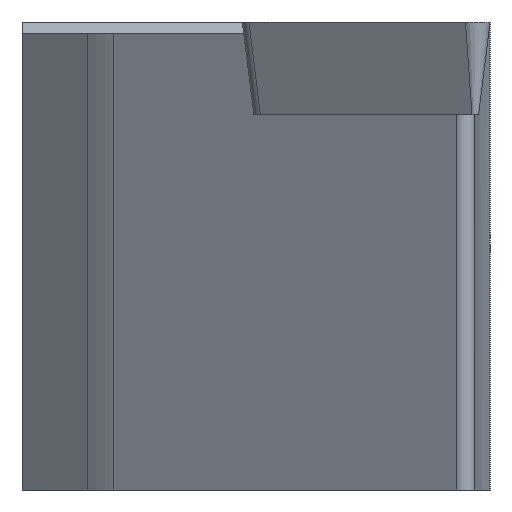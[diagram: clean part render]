
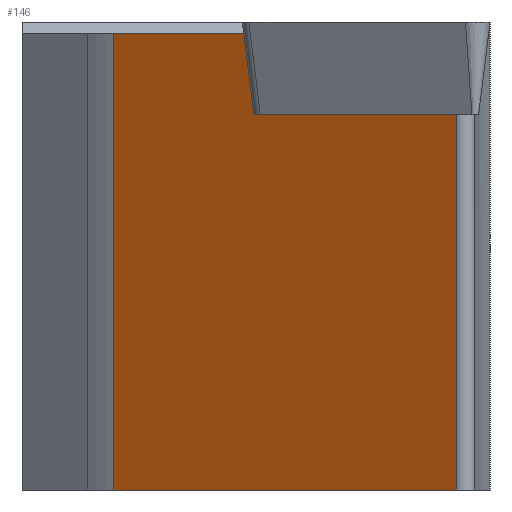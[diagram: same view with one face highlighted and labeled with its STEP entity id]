
A CAD part, left-side view. The second image highlights one B-rep face of the part: STEP entity #146.
In plain terms, the highlighted planar face has unit normal (-0.819, 0.574, 0).
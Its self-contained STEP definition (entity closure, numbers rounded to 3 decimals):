
#146=ADVANCED_FACE('',(#191),#171,.F.);
#171=PLANE('',#588);
#191=FACE_OUTER_BOUND('',#217,.T.);
#217=EDGE_LOOP('',(#282,#283,#284,#285,#286,#287));
#282=ORIENTED_EDGE('',*,*,#437,.T.);
#283=ORIENTED_EDGE('',*,*,#438,.T.);
#284=ORIENTED_EDGE('',*,*,#433,.T.);
#285=ORIENTED_EDGE('',*,*,#436,.T.);
#286=ORIENTED_EDGE('',*,*,#424,.F.);
#287=ORIENTED_EDGE('',*,*,#439,.F.);
#374=VERTEX_POINT('',#775);
#378=VERTEX_POINT('',#783);
#384=VERTEX_POINT('',#801);
#385=VERTEX_POINT('',#803);
#386=VERTEX_POINT('',#811);
#387=VERTEX_POINT('',#812);
#424=EDGE_CURVE('',#378,#374,#486,.T.);
#433=EDGE_CURVE('',#385,#384,#492,.T.);
#436=EDGE_CURVE('',#384,#374,#495,.T.);
#437=EDGE_CURVE('',#386,#387,#496,.T.);
#438=EDGE_CURVE('',#387,#385,#497,.T.);
#439=EDGE_CURVE('',#386,#378,#498,.T.);
#486=LINE('',#784,#536);
#492=LINE('',#802,#542);
#495=LINE('',#808,#545);
#496=LINE('',#810,#546);
#497=LINE('',#813,#547);
#498=LINE('',#814,#548);
#536=VECTOR('',#642,1.);
#542=VECTOR('',#660,1.);
#545=VECTOR('',#667,1.);
#546=VECTOR('',#670,1.);
#547=VECTOR('',#671,1.);
#548=VECTOR('',#672,1.);
#588=AXIS2_PLACEMENT_3D('',#815,#673,#674);
#642=DIRECTION('',(0.574,0.819,0.));
#660=DIRECTION('',(0.574,0.819,0.));
#667=DIRECTION('',(0.,0.,-1.));
#670=DIRECTION('',(0.574,0.819,0.));
#671=DIRECTION('',(0.085,0.121,0.989));
#672=DIRECTION('',(0.,0.,-1.));
#673=DIRECTION('',(0.819,-0.574,0.));
#674=DIRECTION('',(0.574,0.819,0.));
#775=CARTESIAN_POINT('',(7.23,-2.358,-12.));
#783=CARTESIAN_POINT('',(1.084,-11.136,-12.));
#784=CARTESIAN_POINT('',(5.959,-4.173,-12.));
#801=CARTESIAN_POINT('',(7.23,-2.358,-0.3));
#802=CARTESIAN_POINT('',(5.959,-4.173,-0.3));
#803=CARTESIAN_POINT('',(4.899,-5.687,-0.3));
#808=CARTESIAN_POINT('',(7.23,-2.358,116.63));
#810=CARTESIAN_POINT('',(7.23,-2.358,-2.38));
#811=CARTESIAN_POINT('',(1.084,-11.136,-2.38));
#812=CARTESIAN_POINT('',(4.721,-5.942,-2.38));
#813=CARTESIAN_POINT('',(14.783,8.428,114.657));
#814=CARTESIAN_POINT('',(1.084,-11.136,116.63));
#815=CARTESIAN_POINT('',(7.23,-2.358,116.63));
